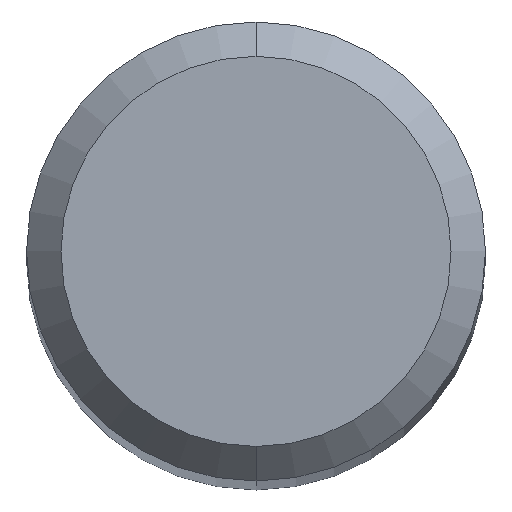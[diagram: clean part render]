
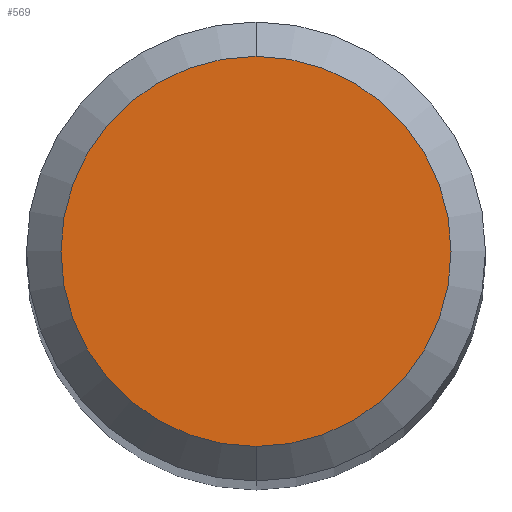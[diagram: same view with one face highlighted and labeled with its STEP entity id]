
A CAD part, top view. The second image highlights one B-rep face of the part: STEP entity #569.
In plain terms, the highlighted planar face has unit normal (0, 0, 1).
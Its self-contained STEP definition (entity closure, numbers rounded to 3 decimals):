
#569=ADVANCED_FACE('',(#1266),#1267,.T.);
#587=EDGE_CURVE('',#957,#725,#1289,.T.);
#725=VERTEX_POINT('',#1442);
#957=VERTEX_POINT('',#1695);
#1015=EDGE_CURVE('',#725,#957,#1755,.T.);
#1266=FACE_OUTER_BOUND('',#3116,.T.);
#1267=PLANE('',#3117);
#1289=CIRCLE('',#3339,1.7);
#1442=CARTESIAN_POINT('',(0.,-1.7,0.0));
#1695=CARTESIAN_POINT('',(0.0,1.7,0.0));
#1755=CIRCLE('',#5519,1.7);
#3116=EDGE_LOOP('',(#5750,#5751));
#3117=AXIS2_PLACEMENT_3D('',#5752,#5753,#5754);
#3339=AXIS2_PLACEMENT_3D('',#5782,#5783,#5784);
#5519=AXIS2_PLACEMENT_3D('',#6261,#6262,#6263);
#5750=ORIENTED_EDGE('',*,*,#587,.F.);
#5751=ORIENTED_EDGE('',*,*,#1015,.F.);
#5752=CARTESIAN_POINT('',(0.0,0.85,0.0));
#5753=DIRECTION('',(-0.0,0.0,1.0));
#5754=DIRECTION('',(0.0,-1.0,0.0));
#5782=CARTESIAN_POINT('',(0.0,0.0,0.0));
#5783=DIRECTION('',(0.0,0.0,-1.0));
#5784=DIRECTION('',(0.0,1.0,0.0));
#6261=CARTESIAN_POINT('',(0.0,0.0,0.0));
#6262=DIRECTION('',(0.0,0.0,-1.0));
#6263=DIRECTION('',(0.0,1.0,0.0));
